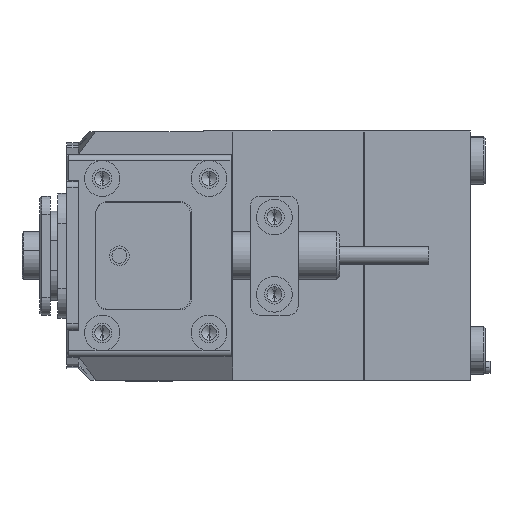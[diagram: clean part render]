
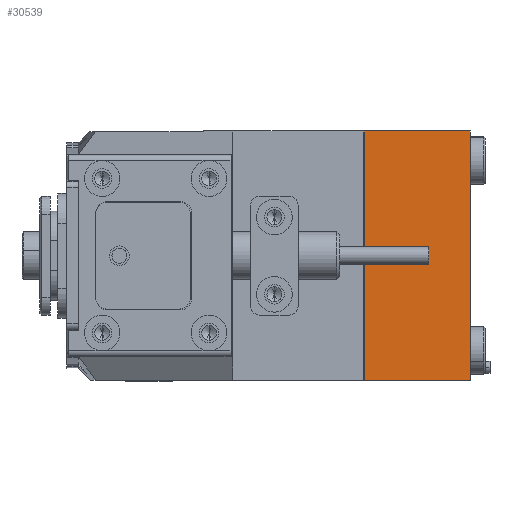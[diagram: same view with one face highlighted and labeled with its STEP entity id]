
A CAD part, left-side view. The second image highlights one B-rep face of the part: STEP entity #30539.
In plain terms, the highlighted planar face has unit normal (-1, 0, 0).
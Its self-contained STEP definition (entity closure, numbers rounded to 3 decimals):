
#125 = CARTESIAN_POINT ( 'NONE',  ( -31.5, 24.2, -21. ) ) ;
#1644 = VECTOR ( 'NONE', #15029, 1000. ) ;
#1854 = ORIENTED_EDGE ( 'NONE', *, *, #11047, .T. ) ;
#2079 = EDGE_LOOP ( 'NONE', ( #39225, #1854, #30219, #2756 ) ) ;
#2390 = AXIS2_PLACEMENT_3D ( 'NONE', #29854, #3198, #14922 ) ;
#2756 = ORIENTED_EDGE ( 'NONE', *, *, #22049, .F. ) ;
#2773 = LINE ( 'NONE', #38662, #44660 ) ;
#3198 = DIRECTION ( 'NONE',  ( 1., 0., 0. ) ) ;
#8825 = EDGE_CURVE ( 'NONE', #35359, #45001, #2773, .T. ) ;
#8878 = DIRECTION ( 'NONE',  ( 0., 0., 1. ) ) ;
#11047 = EDGE_CURVE ( 'NONE', #35359, #33251, #32751, .T. ) ;
#12779 = VECTOR ( 'NONE', #30254, 1000. ) ;
#12898 = VECTOR ( 'NONE', #14751, 1000. ) ;
#13312 = VERTEX_POINT ( 'NONE', #43516 ) ;
#14751 = DIRECTION ( 'NONE',  ( 0., 0., 1. ) ) ;
#14922 = DIRECTION ( 'NONE',  ( 0., 0., -1. ) ) ;
#15029 = DIRECTION ( 'NONE',  ( 0., -1., 0. ) ) ;
#15359 = CARTESIAN_POINT ( 'NONE',  ( -31.5, 24.2, 21. ) ) ;
#16369 = LINE ( 'NONE', #15359, #1644 ) ;
#20116 = EDGE_CURVE ( 'NONE', #33251, #13312, #34093, .T. ) ;
#22049 = EDGE_CURVE ( 'NONE', #45001, #13312, #16369, .T. ) ;
#27843 = CARTESIAN_POINT ( 'NONE',  ( -31.5, 0., -21. ) ) ;
#29705 = CARTESIAN_POINT ( 'NONE',  ( -31.5, 17.9, -21. ) ) ;
#29854 = CARTESIAN_POINT ( 'NONE',  ( -31.5, 24.2, 21. ) ) ;
#30219 = ORIENTED_EDGE ( 'NONE', *, *, #20116, .T. ) ;
#30254 = DIRECTION ( 'NONE',  ( 0., -1., 0. ) ) ;
#30539 = ADVANCED_FACE ( 'NONE', ( #39799 ), #44386, .F. ) ;
#32751 = LINE ( 'NONE', #125, #12779 ) ;
#33251 = VERTEX_POINT ( 'NONE', #27843 ) ;
#34093 = LINE ( 'NONE', #41255, #12898 ) ;
#35359 = VERTEX_POINT ( 'NONE', #29705 ) ;
#36437 = CARTESIAN_POINT ( 'NONE',  ( -31.5, 17.9, 21. ) ) ;
#38662 = CARTESIAN_POINT ( 'NONE',  ( -31.5, 17.9, -21. ) ) ;
#39225 = ORIENTED_EDGE ( 'NONE', *, *, #8825, .F. ) ;
#39799 = FACE_OUTER_BOUND ( 'NONE', #2079, .T. ) ;
#41255 = CARTESIAN_POINT ( 'NONE',  ( -31.5, 0., 21. ) ) ;
#43516 = CARTESIAN_POINT ( 'NONE',  ( -31.5, 0., 21. ) ) ;
#44386 = PLANE ( 'NONE',  #2390 ) ;
#44660 = VECTOR ( 'NONE', #8878, 1000. ) ;
#45001 = VERTEX_POINT ( 'NONE', #36437 ) ;
